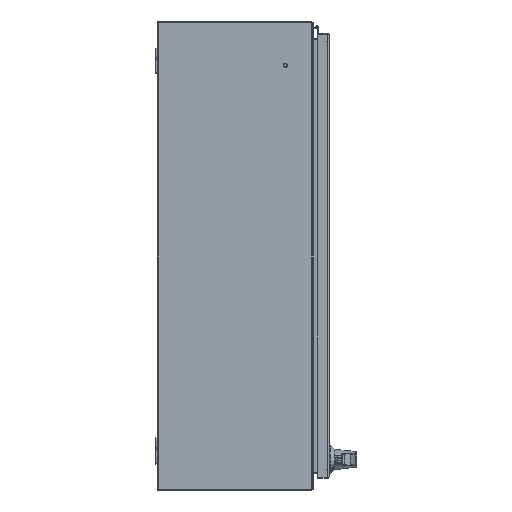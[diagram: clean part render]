
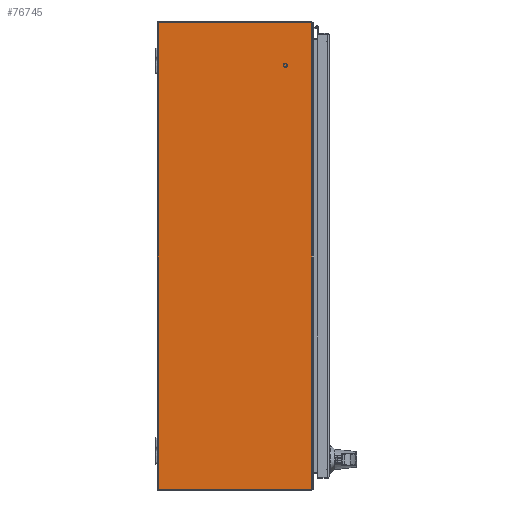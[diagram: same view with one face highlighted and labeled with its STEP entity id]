
A CAD part, front view. The second image highlights one B-rep face of the part: STEP entity #76745.
In plain terms, the highlighted face is planar.
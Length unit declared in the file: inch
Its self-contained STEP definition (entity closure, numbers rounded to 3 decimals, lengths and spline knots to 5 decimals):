
#8750 = ORIENTED_EDGE ( 'NONE', *, *, #19368, .T. ) ;
#11004 = CARTESIAN_POINT ( 'NONE',  ( -17.928, -11.892, -21. ) ) ;
#12352 = VERTEX_POINT ( 'NONE', #63032 ) ;
#14859 = LINE ( 'NONE', #19756, #105698 ) ;
#15136 = LINE ( 'NONE', #11004, #76663 ) ;
#17653 = DIRECTION ( 'NONE',  ( 0., 1., 0. ) ) ;
#18894 = DIRECTION ( 'NONE',  ( 0., 0., 1. ) ) ;
#19166 = VERTEX_POINT ( 'NONE', #47735 ) ;
#19368 = EDGE_CURVE ( 'NONE', #12352, #80367, #77990, .T. ) ;
#19756 = CARTESIAN_POINT ( 'NONE',  ( 17.928, -0.108, -21. ) ) ;
#32480 = CARTESIAN_POINT ( 'NONE',  ( 17.928, -11.892, -21. ) ) ;
#33316 = CARTESIAN_POINT ( 'NONE',  ( -17.928, -0.072, -21. ) ) ;
#34352 = ORIENTED_EDGE ( 'NONE', *, *, #80771, .F. ) ;
#35485 = EDGE_CURVE ( 'NONE', #83692, #80367, #15136, .T. ) ;
#35680 = DIRECTION ( 'NONE',  ( 0., -1., 0. ) ) ;
#42370 = FACE_OUTER_BOUND ( 'NONE', #56329, .T. ) ;
#47735 = CARTESIAN_POINT ( 'NONE',  ( -17.928, -0.108, -21. ) ) ;
#50265 = ORIENTED_EDGE ( 'NONE', *, *, #35485, .F. ) ;
#52000 = VECTOR ( 'NONE', #17653, 39.37008 ) ;
#52330 = EDGE_CURVE ( 'NONE', #83692, #19166, #68059, .T. ) ;
#56329 = EDGE_LOOP ( 'NONE', ( #50265, #65213, #34352, #8750 ) ) ;
#61835 = DIRECTION ( 'NONE',  ( 1., 0., 0. ) ) ;
#62460 = AXIS2_PLACEMENT_3D ( 'NONE', #68560, #18894, #69285 ) ;
#63032 = CARTESIAN_POINT ( 'NONE',  ( 17.928, -0.108, -21. ) ) ;
#65213 = ORIENTED_EDGE ( 'NONE', *, *, #52330, .T. ) ;
#68059 = LINE ( 'NONE', #33316, #52000 ) ;
#68560 = CARTESIAN_POINT ( 'NONE',  ( -17.928, 0., -21. ) ) ;
#69285 = DIRECTION ( 'NONE',  ( 0., -1., 0. ) ) ;
#71163 = CARTESIAN_POINT ( 'NONE',  ( 17.928, -0.072, -21. ) ) ;
#75336 = VECTOR ( 'NONE', #35680, 39.37008 ) ;
#76663 = VECTOR ( 'NONE', #61835, 39.37008 ) ;
#76745 = ADVANCED_FACE ( 'NONE', ( #42370 ), #78693, .F. ) ;
#77990 = LINE ( 'NONE', #71163, #75336 ) ;
#78693 = PLANE ( 'NONE',  #62460 ) ;
#79537 = DIRECTION ( 'NONE',  ( -1., 0., 0. ) ) ;
#80367 = VERTEX_POINT ( 'NONE', #32480 ) ;
#80771 = EDGE_CURVE ( 'NONE', #12352, #19166, #14859, .T. ) ;
#83692 = VERTEX_POINT ( 'NONE', #85469 ) ;
#85469 = CARTESIAN_POINT ( 'NONE',  ( -17.928, -11.892, -21. ) ) ;
#105698 = VECTOR ( 'NONE', #79537, 39.37008 ) ;
